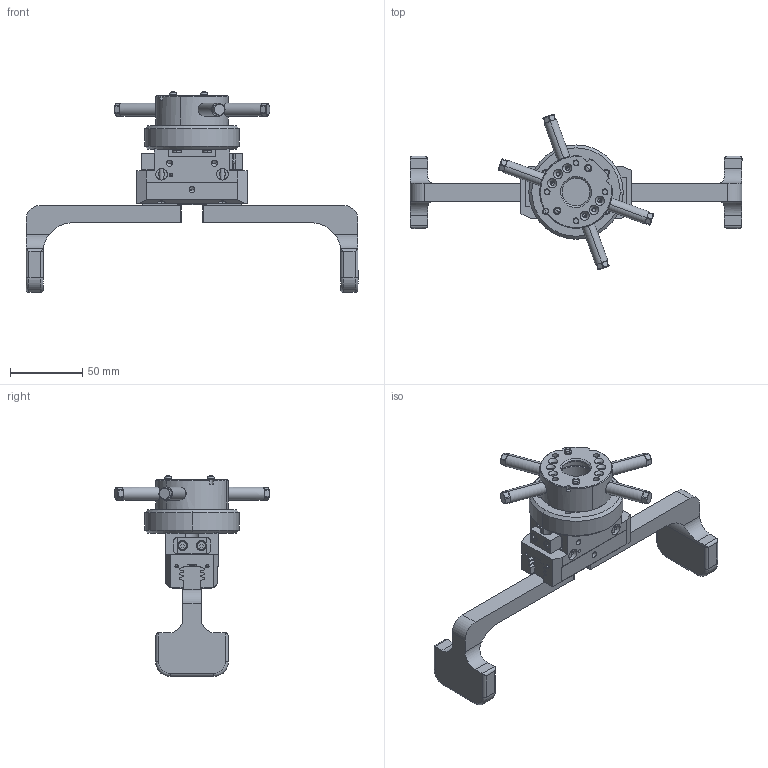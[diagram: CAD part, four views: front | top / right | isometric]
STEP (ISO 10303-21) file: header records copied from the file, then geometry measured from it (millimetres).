
FILE_DESCRIPTION(('CATIA V5 STEP Exchange'),'2;1');
FILE_NAME('HvataljkaKutijaZatvorenaDonjiDio.stp','2023-04-18T15:02:43+00:00',('none'),('none'),'CATIA Version 5 Release 21 SP 6 (IN-10)','CATIA V5 STEP AP203','none');
FILE_SCHEMA(('CONFIG_CONTROL_DESIGN'));
Products named in the file (4): HvataljkaKutijaZatvorenaIzmjena; SustavZaIzmjenuAlataPrazan; SCHUNK-0302317 SWA-011-000-000, .catproduct; HvataljkaKutijaZatvorena
Assembly tree (32 placements, depth 4):
  HvataljkaKutijaZatvorenaIzmjena
    SustavZaIzmjenuAlataPrazan
      #65
      SCHUNK-0302317 SWA-011-000-000, .catproduct
        #1062
      #7104  x4
      #8251  x4
    HvataljkaKutijaZatvorena
      #9442
      #10400  x2
      #13869
      #18742  x2
      #21084
      #23689
      #34426
      #51961  x2
      #7104  x4
    #7104  x4
Bounding box: 229 x 107.39 x 138.5 mm (x, y, z)
Volume: 244707.3 mm3; surface area: 91086.3 mm2
Topology: 29 solids, 29 shells, 1859 faces, 4552 edges, 2782 vertices
Faces by surface type: plane 866, cylinder 523, cone 394, torus 68, bspline 4, sphere 4
Entity records: 53467 total; most frequent: CARTESIAN_POINT 30343, ORIENTED_EDGE 5906, EDGE_CURVE 2953, B_SPLINE_CURVE_WITH_KNOTS 2696, DIRECTION 2639, VERTEX_POINT 1915, EDGE_LOOP 1330, AXIS2_PLACEMENT_3D 1326
